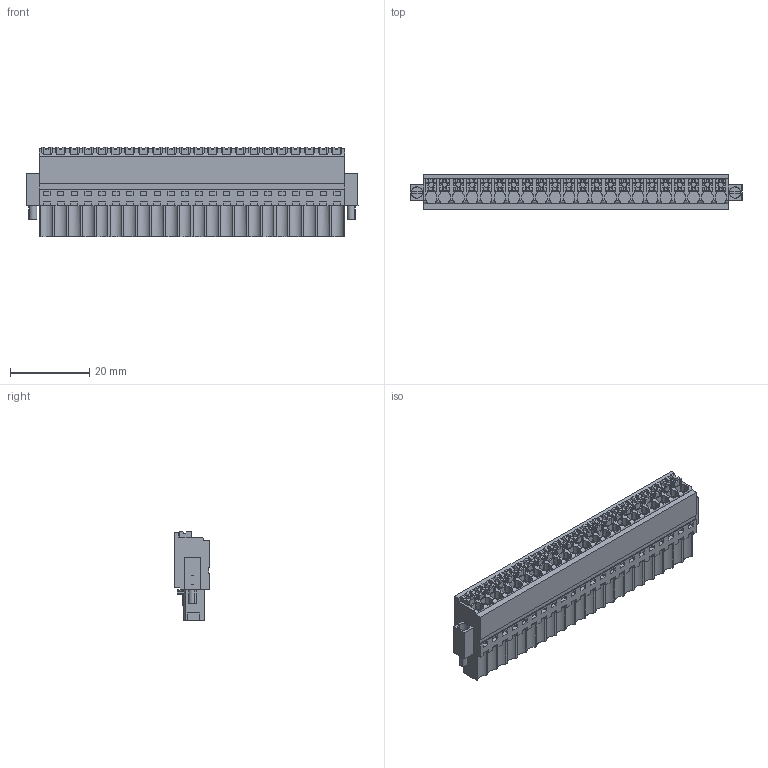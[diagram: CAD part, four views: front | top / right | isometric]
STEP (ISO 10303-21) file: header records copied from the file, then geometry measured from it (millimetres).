
FILE_DESCRIPTION(('CATIA V5 STEP','CAx-IF Rec.Pracs.--- Model Styling and Organization---1.4--- 2014-01-23'),'2;1');
FILE_NAME ('1479876-1_0', '2024-05-03T09:34:56+00:00', ('none'), ('Weidmueller'), 'CATIA Version 5-6 Release 2016 SP3 HF44', 'CATIA V5 STEP AP214', 'none');
FILE_SCHEMA(('AUTOMOTIVE_DESIGN { 1 0 10303 214 1 1 1 1 }'));
Products named in the file (1): 2897220000
Bounding box: 84 x 9 x 22.7 mm (x, y, z)
Volume: 11454.5 mm3; surface area: 9231.2 mm2
Topology: 25 solids, 25 shells, 2090 faces, 6241 edges, 4251 vertices
Faces by surface type: plane 1893, cylinder 197
Entity records: 65228 total; most frequent: CARTESIAN_POINT 13650, ORIENTED_EDGE 12482, DIRECTION 7888, EDGE_CURVE 6241, VECTOR 5223, LINE 5223, VERTEX_POINT 4251, EDGE_LOOP 2188
